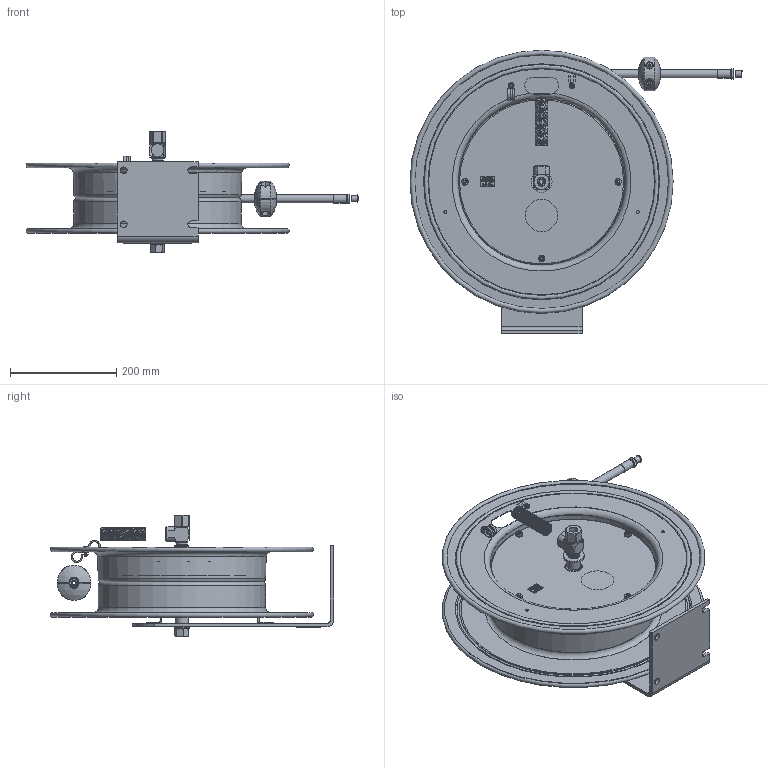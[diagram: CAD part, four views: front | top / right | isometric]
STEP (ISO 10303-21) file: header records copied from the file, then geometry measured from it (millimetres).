
FILE_DESCRIPTION(/* description */ (''),/* implementation_level */ '2;1');
FILE_NAME(/* name */ 'EZ-E-LP-350_SHARED.stp',/* time_stamp */ '2020-02-13T02:16:04-07:00',/* author */ ('NMelton'),/* organization */ (''),/* preprocessor_version */ 'ST-DEVELOPER v17',/* originating_system */ 'Autodesk Inventor 2019',/* authorisation */ '');
FILE_SCHEMA (('AUTOMOTIVE_DESIGN { 1 0 10303 214 3 1 1 }'));
Products named in the file (1): EZ-E-LP-350_SHARED
Bounding box: 624.97 x 533.4 x 227.86 mm (x, y, z)
Surface area: 1256661 mm2 (no closed solid volume)
Topology: 0 solids, 228 shells, 2200 faces, 11562 edges, 9340 vertices
Faces by surface type: plane 1204, cylinder 596, bspline 205, cone 131, torus 55, sphere 9
Full cylindrical faces by diameter (mm): 2.159 x2, 3.962 x2, 4.7 x46, 4.826 x2, 5.182 x2, 5.588 x2, 6.35 x51, 8.89 x1, 9.525 x1, 10.414 x1, 11.938 x1, 12.497 x2, 12.7 x2, 13.462 x2, 14.224 x1, 14.859 x1, 15.24 x1, 15.875 x1, 16.332 x1, 17.882 x1, 19.05 x1, 19.304 x1, 20.574 x1, 20.625 x1, 25.362 x1, 31.623 x1, 33.274 x1, 39.624 x1, 60.96 x1, 311.785 x1
Entity records: 139384 total; most frequent: CARTESIAN_POINT 55237, ORIENTED_EDGE 15962, DIRECTION 14017, EDGE_CURVE 11561, VERTEX_POINT 9340, LINE 6135, VECTOR 6135, AXIS2_PLACEMENT_3D 3941
